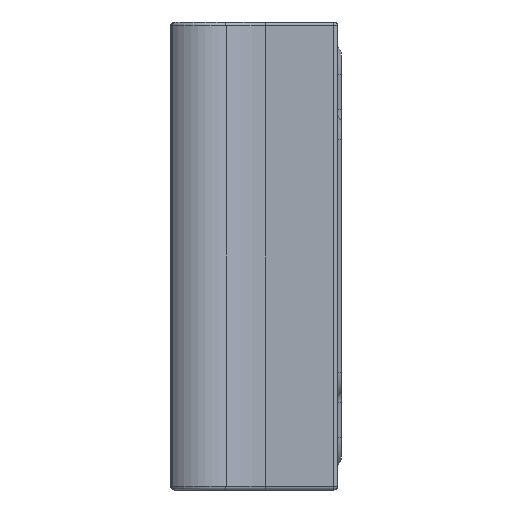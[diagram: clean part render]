
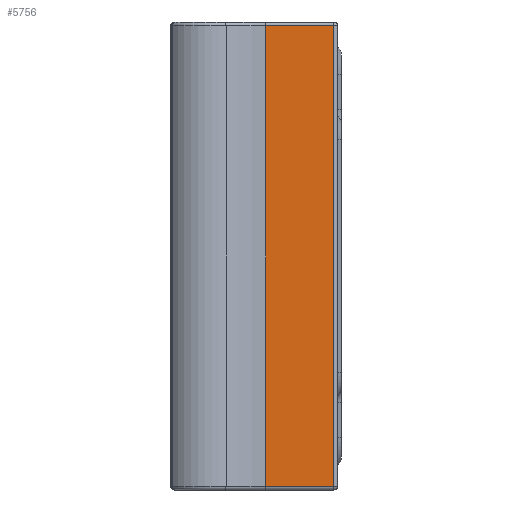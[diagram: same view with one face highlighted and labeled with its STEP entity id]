
A CAD part, front view. The second image highlights one B-rep face of the part: STEP entity #5756.
In plain terms, the highlighted planar face has unit normal (0, -1, 0).
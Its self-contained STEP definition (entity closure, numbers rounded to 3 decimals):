
#212=PLANE('',#6271);
#903=FACE_OUTER_BOUND('',#1267,.T.);
#1267=EDGE_LOOP('',(#5318,#5319,#5320,#5321));
#1554=LINE('',#8852,#1949);
#1560=LINE('',#8870,#1955);
#1587=LINE('',#9220,#1982);
#1857=LINE('',#11409,#2252);
#1949=VECTOR('',#6593,10.);
#1955=VECTOR('',#6613,10.);
#1982=VECTOR('',#6916,10.);
#2252=VECTOR('',#7658,10.);
#2373=VERTEX_POINT('',#8843);
#2376=VERTEX_POINT('',#8850);
#2381=VERTEX_POINT('',#8869);
#2464=VERTEX_POINT('',#9213);
#2969=EDGE_CURVE('',#2376,#2373,#1554,.T.);
#2978=EDGE_CURVE('',#2373,#2381,#1560,.T.);
#3109=EDGE_CURVE('',#2464,#2376,#1587,.T.);
#3640=EDGE_CURVE('',#2464,#2381,#1857,.T.);
#5318=ORIENTED_EDGE('',*,*,#2969,.F.);
#5319=ORIENTED_EDGE('',*,*,#3109,.F.);
#5320=ORIENTED_EDGE('',*,*,#3640,.T.);
#5321=ORIENTED_EDGE('',*,*,#2978,.F.);
#5756=ADVANCED_FACE('',(#903),#212,.T.);
#6271=AXIS2_PLACEMENT_3D('',#11408,#7656,#7657);
#6593=DIRECTION('',(0.,0.,-1.));
#6613=DIRECTION('',(-1.,0.,0.));
#6916=DIRECTION('',(1.,0.,0.));
#7656=DIRECTION('center_axis',(0.,-1.,0.));
#7657=DIRECTION('ref_axis',(1.,0.,0.));
#7658=DIRECTION('',(0.,0.,-1.));
#8843=CARTESIAN_POINT('',(6.3,0.,-12.3));
#8850=CARTESIAN_POINT('',(6.3,0.,12.3));
#8852=CARTESIAN_POINT('',(6.3,0.,0.));
#8869=CARTESIAN_POINT('',(2.653,0.,-12.3));
#8870=CARTESIAN_POINT('',(3.037,0.,-12.3));
#9213=CARTESIAN_POINT('',(2.653,0.,12.3));
#9220=CARTESIAN_POINT('',(3.037,0.,12.3));
#11408=CARTESIAN_POINT('Origin',(2.653,0.,
0.));
#11409=CARTESIAN_POINT('',(2.653,0.,0.));
